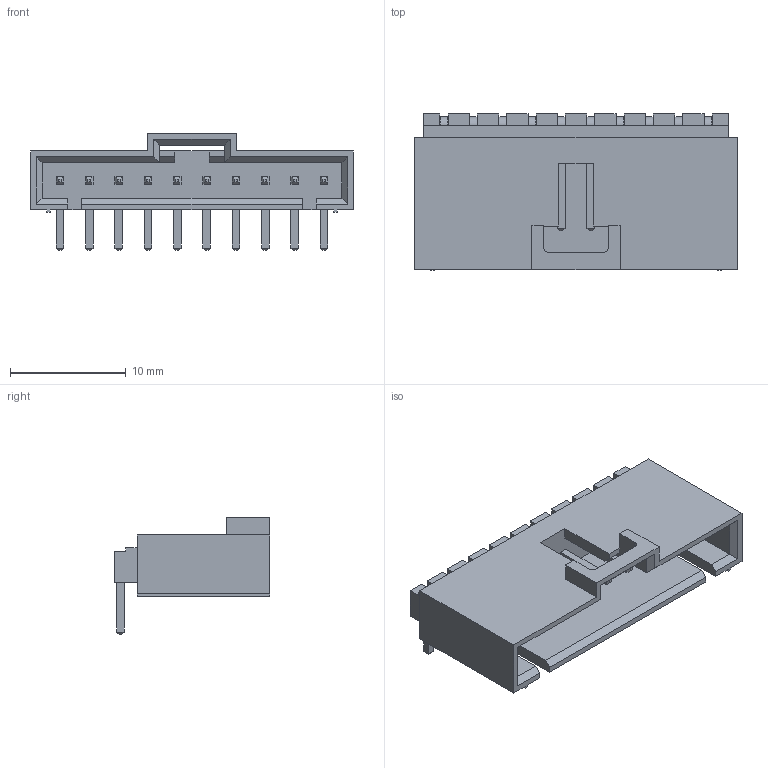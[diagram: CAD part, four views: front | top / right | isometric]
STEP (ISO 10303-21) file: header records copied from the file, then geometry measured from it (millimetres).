
FILE_DESCRIPTION (( 'STEP AP214' ), '1' );
FILE_NAME ('MX2.54-10R.STEP', '2020-11-11T07:17:50', ( 'Bee-bee-mama' ), ( '' ), 'SwSTEP 2.0', 'SolidWorks 2018', '' );
FILE_SCHEMA (( 'AUTOMOTIVE_DESIGN' ));
Length unit declared in the file: millimetre
Products named in the file (1): MX2.54-10R
Bounding box: 27.95 x 13.5 x 10.1 mm (x, y, z)
Volume: 1033.1 mm3; surface area: 2020.1 mm2
Topology: 1 solids, 1 shells, 321 faces, 770 edges, 470 vertices
Faces by surface type: plane 289, bspline 20, cylinder 12
Entity records: 12246 total; most frequent: CARTESIAN_POINT 2422, ORIENTED_EDGE 1540, DIRECTION 1418, EDGE_CURVE 770, VECTOR 726, LINE 726, VERTEX_POINT 470, AXIS2_PLACEMENT_3D 346
